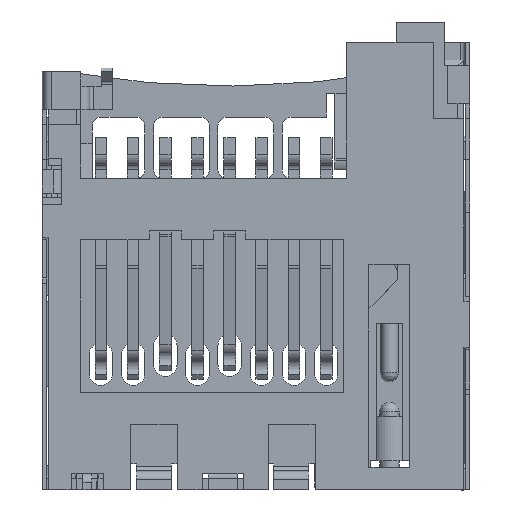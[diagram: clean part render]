
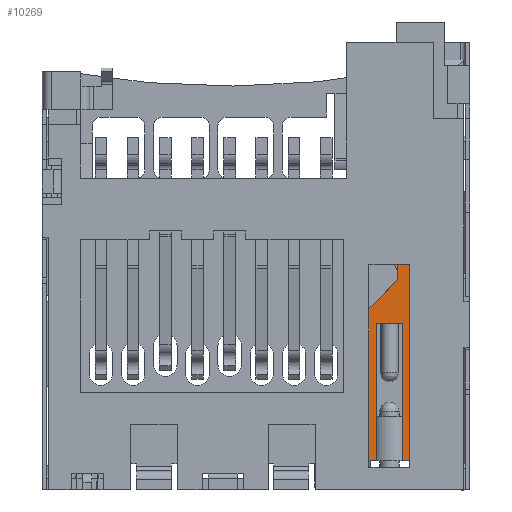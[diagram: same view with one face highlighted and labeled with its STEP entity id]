
A CAD part, front view. The second image highlights one B-rep face of the part: STEP entity #10269.
In plain terms, the highlighted planar face has unit normal (0, -1, 0).
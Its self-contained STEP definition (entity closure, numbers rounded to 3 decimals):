
#6355 = VERTEX_POINT ( 'NONE', #21650 ) ;
#6359 = EDGE_CURVE ( 'NONE', #6355, #6361, #21712, .T. ) ;
#6361 = VERTEX_POINT ( 'NONE', #21704 ) ;
#6771 = EDGE_CURVE ( 'NONE', #6772, #6361, #22292, .T. ) ;
#6772 = VERTEX_POINT ( 'NONE', #22288 ) ;
#6807 = VERTEX_POINT ( 'NONE', #22358 ) ;
#6811 = EDGE_CURVE ( 'NONE', #6807, #6812, #22357, .T. ) ;
#6812 = VERTEX_POINT ( 'NONE', #22353 ) ;
#6830 = VERTEX_POINT ( 'NONE', #22395 ) ;
#6835 = EDGE_CURVE ( 'NONE', #6830, #6355, #22389, .T. ) ;
#6847 = VERTEX_POINT ( 'NONE', #22433 ) ;
#6872 = EDGE_CURVE ( 'NONE', #6812, #6873, #22458, .T. ) ;
#6873 = VERTEX_POINT ( 'NONE', #22454 ) ;
#6882 = EDGE_CURVE ( 'NONE', #6873, #6847, #22505, .T. ) ;
#6907 = VERTEX_POINT ( 'NONE', #22524 ) ;
#6942 = EDGE_CURVE ( 'NONE', #6907, #6830, #22594, .T. ) ;
#7003 = VERTEX_POINT ( 'NONE', #22675 ) ;
#7008 = EDGE_CURVE ( 'NONE', #7003, #7009, #22669, .T. ) ;
#7009 = VERTEX_POINT ( 'NONE', #22665 ) ;
#10144 = EDGE_CURVE ( 'NONE', #7009, #6907, #27309, .T. ) ;
#10269 = ADVANCED_FACE ( 'NONE', ( #27418 ), #27424, .F. ) ;
#10270 = EDGE_LOOP ( 'NONE', ( #10273, #10314, #10316, #10321, #10323, #10325, #10328, #10333, #10372, #10374, #10376, #10379 ) ) ;
#10273 = ORIENTED_EDGE ( 'NONE', *, *, #10144, .F. ) ;
#10314 = ORIENTED_EDGE ( 'NONE', *, *, #7008, .F. ) ;
#10316 = ORIENTED_EDGE ( 'NONE', *, *, #10318, .F. ) ;
#10318 = EDGE_CURVE ( 'NONE', #6847, #7003, #27521, .T. ) ;
#10321 = ORIENTED_EDGE ( 'NONE', *, *, #6882, .F. ) ;
#10323 = ORIENTED_EDGE ( 'NONE', *, *, #6872, .F. ) ;
#10325 = ORIENTED_EDGE ( 'NONE', *, *, #6811, .F. ) ;
#10328 = ORIENTED_EDGE ( 'NONE', *, *, #10329, .F. ) ;
#10329 = EDGE_CURVE ( 'NONE', #10331, #6807, #27505, .T. ) ;
#10331 = VERTEX_POINT ( 'NONE', #27501 ) ;
#10333 = ORIENTED_EDGE ( 'NONE', *, *, #10335, .F. ) ;
#10335 = EDGE_CURVE ( 'NONE', #6772, #10331, #27558, .T. ) ;
#10372 = ORIENTED_EDGE ( 'NONE', *, *, #6771, .T. ) ;
#10374 = ORIENTED_EDGE ( 'NONE', *, *, #6359, .F. ) ;
#10376 = ORIENTED_EDGE ( 'NONE', *, *, #6835, .F. ) ;
#10379 = ORIENTED_EDGE ( 'NONE', *, *, #6942, .F. ) ;
#21650 = CARTESIAN_POINT ( 'NONE',  ( 4.85, -0.585, -8.11 ) ) ;
#21704 = CARTESIAN_POINT ( 'NONE',  ( 4.85, -0.585, -7.6 ) ) ;
#21709 = DIRECTION ( 'NONE',  ( 0., 0., 1. ) ) ;
#21710 = VECTOR ( 'NONE', #21709, 1000. ) ;
#21711 = CARTESIAN_POINT ( 'NONE',  ( 4.85, -0.585, -8.11 ) ) ;
#21712 = LINE ( 'NONE', #21711, #21710 ) ;
#22288 = CARTESIAN_POINT ( 'NONE',  ( 5.26, -0.585, -7.6 ) ) ;
#22289 = DIRECTION ( 'NONE',  ( -1., 0., 0. ) ) ;
#22290 = VECTOR ( 'NONE', #22289, 1000. ) ;
#22291 = CARTESIAN_POINT ( 'NONE',  ( 3.86, -0.585, -7.6 ) ) ;
#22292 = LINE ( 'NONE', #22291, #22290 ) ;
#22353 = CARTESIAN_POINT ( 'NONE',  ( 5., -0.585, -9.6 ) ) ;
#22354 = DIRECTION ( 'NONE',  ( 0., 0., 1. ) ) ;
#22355 = VECTOR ( 'NONE', #22354, 1000. ) ;
#22356 = CARTESIAN_POINT ( 'NONE',  ( 5., -0.585, 0. ) ) ;
#22357 = LINE ( 'NONE', #22356, #22355 ) ;
#22358 = CARTESIAN_POINT ( 'NONE',  ( 5., -0.585, -14.3 ) ) ;
#22386 = DIRECTION ( 'NONE',  ( 0.707, 0., 0.707 ) ) ;
#22387 = VECTOR ( 'NONE', #22386, 1000. ) ;
#22388 = CARTESIAN_POINT ( 'NONE',  ( 3.86, -0.585, -9.1 ) ) ;
#22389 = LINE ( 'NONE', #22388, #22387 ) ;
#22395 = CARTESIAN_POINT ( 'NONE',  ( 3.86, -0.585, -9.1 ) ) ;
#22433 = CARTESIAN_POINT ( 'NONE',  ( 4.12, -0.585, -14.3 ) ) ;
#22454 = CARTESIAN_POINT ( 'NONE',  ( 4.12, -0.585, -9.6 ) ) ;
#22455 = DIRECTION ( 'NONE',  ( -1., 0., 0. ) ) ;
#22456 = VECTOR ( 'NONE', #22455, 1000. ) ;
#22457 = CARTESIAN_POINT ( 'NONE',  ( 0., -0.585, -9.6 ) ) ;
#22458 = LINE ( 'NONE', #22457, #22456 ) ;
#22502 = DIRECTION ( 'NONE',  ( 0., 0., -1. ) ) ;
#22503 = VECTOR ( 'NONE', #22502, 1000. ) ;
#22504 = CARTESIAN_POINT ( 'NONE',  ( 4.12, -0.585, 0. ) ) ;
#22505 = LINE ( 'NONE', #22504, #22503 ) ;
#22524 = CARTESIAN_POINT ( 'NONE',  ( 3.86, -0.585, -14.53 ) ) ;
#22591 = DIRECTION ( 'NONE',  ( 0., 0., 1. ) ) ;
#22592 = VECTOR ( 'NONE', #22591, 1000. ) ;
#22593 = CARTESIAN_POINT ( 'NONE',  ( 3.86, -0.585, 0. ) ) ;
#22594 = LINE ( 'NONE', #22593, #22592 ) ;
#22665 = CARTESIAN_POINT ( 'NONE',  ( 3.9, -0.585, -14.53 ) ) ;
#22666 = DIRECTION ( 'NONE',  ( 0., 0., -1. ) ) ;
#22667 = VECTOR ( 'NONE', #22666, 1000. ) ;
#22668 = CARTESIAN_POINT ( 'NONE',  ( 3.9, -0.585, 0. ) ) ;
#22669 = LINE ( 'NONE', #22668, #22667 ) ;
#22675 = CARTESIAN_POINT ( 'NONE',  ( 3.9, -0.585, -14.3 ) ) ;
#27306 = DIRECTION ( 'NONE',  ( -1., 0., 0. ) ) ;
#27307 = VECTOR ( 'NONE', #27306, 1000. ) ;
#27308 = CARTESIAN_POINT ( 'NONE',  ( 0., -0.585, -14.53 ) ) ;
#27309 = LINE ( 'NONE', #27308, #27307 ) ;
#27413 = DIRECTION ( 'NONE',  ( 0., 0., 1. ) ) ;
#27414 = DIRECTION ( 'NONE',  ( 0., 1., 0. ) ) ;
#27415 = CARTESIAN_POINT ( 'NONE',  ( 0., -0.585, 0. ) ) ;
#27417 = AXIS2_PLACEMENT_3D ( 'NONE', #27415, #27414, #27413 ) ;
#27418 = FACE_OUTER_BOUND ( 'NONE', #10270, .T. ) ;
#27424 = PLANE ( 'NONE',  #27417 ) ;
#27501 = CARTESIAN_POINT ( 'NONE',  ( 5.26, -0.585, -14.3 ) ) ;
#27502 = DIRECTION ( 'NONE',  ( -1., 0., 0. ) ) ;
#27503 = VECTOR ( 'NONE', #27502, 1000. ) ;
#27504 = CARTESIAN_POINT ( 'NONE',  ( 6.9, -0.585, -14.3 ) ) ;
#27505 = LINE ( 'NONE', #27504, #27503 ) ;
#27518 = DIRECTION ( 'NONE',  ( -1., 0., 0. ) ) ;
#27519 = VECTOR ( 'NONE', #27518, 1000. ) ;
#27520 = CARTESIAN_POINT ( 'NONE',  ( 6.9, -0.585, -14.3 ) ) ;
#27521 = LINE ( 'NONE', #27520, #27519 ) ;
#27555 = DIRECTION ( 'NONE',  ( 0., 0., -1. ) ) ;
#27556 = VECTOR ( 'NONE', #27555, 1000. ) ;
#27557 = CARTESIAN_POINT ( 'NONE',  ( 5.26, -0.585, -14.9 ) ) ;
#27558 = LINE ( 'NONE', #27557, #27556 ) ;
